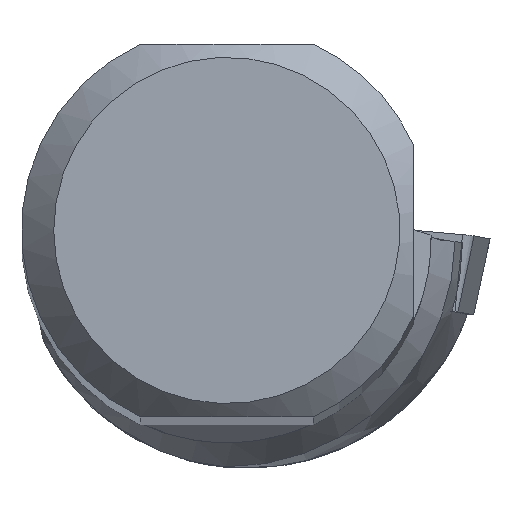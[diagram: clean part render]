
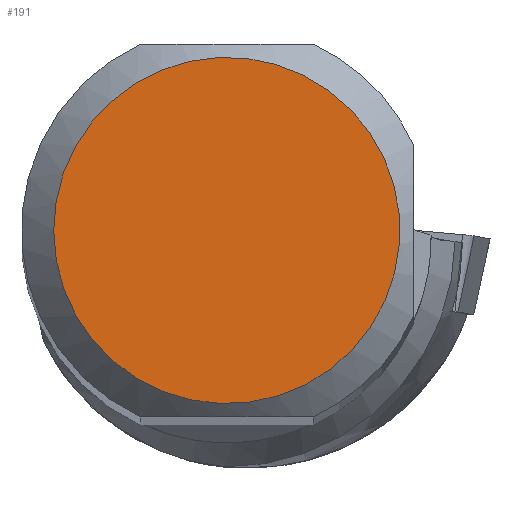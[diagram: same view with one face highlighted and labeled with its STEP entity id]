
A CAD part, top view. The second image highlights one B-rep face of the part: STEP entity #191.
In plain terms, the highlighted planar face has unit normal (0, 0, 1).
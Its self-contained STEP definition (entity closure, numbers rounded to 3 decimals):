
#151=FACE_OUTER_BOUND('',#372,.T.);
#191=ADVANCED_FACE('CU_SU_BP3',(#151),#219,.T.);
#219=PLANE('',#979);
#372=EDGE_LOOP('',(#528));
#528=ORIENTED_EDGE('',*,*,#771,.F.);
#677=VERTEX_POINT('',#1600);
#771=EDGE_CURVE('',#677,#677,#820,.T.);
#820=CIRCLE('',#978,10.691);
#978=AXIS2_PLACEMENT_3D('',#1599,#1165,#1166);
#979=AXIS2_PLACEMENT_3D('',#1601,#1167,#1168);
#1165=DIRECTION('',(0.,0.,-1.));
#1166=DIRECTION('',(-1.,0.,0.));
#1167=DIRECTION('',(0.,0.,1.));
#1168=DIRECTION('',(-1.,0.,0.));
#1599=CARTESIAN_POINT('',(0.,0.,0.));
#1600=CARTESIAN_POINT('',(-10.691,0.,0.));
#1601=CARTESIAN_POINT('',(0.,0.,0.));
